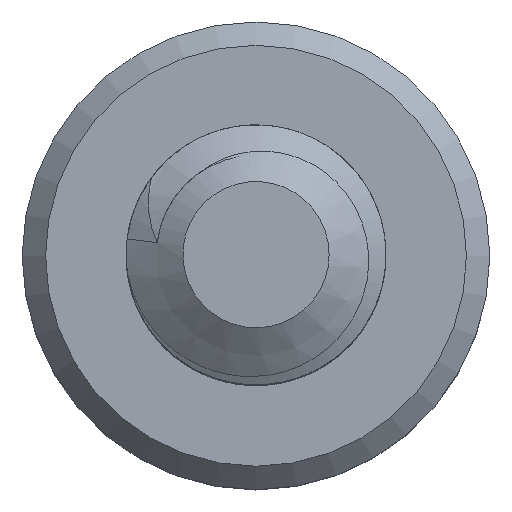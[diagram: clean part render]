
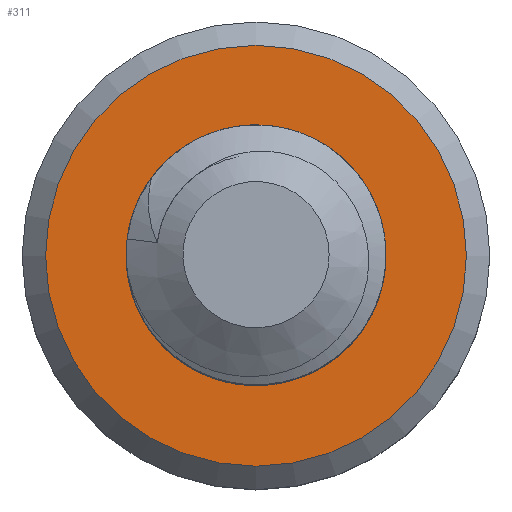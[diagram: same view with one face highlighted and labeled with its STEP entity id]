
A CAD part, top view. The second image highlights one B-rep face of the part: STEP entity #311.
In plain terms, the highlighted planar face has unit normal (0, 0, 1).
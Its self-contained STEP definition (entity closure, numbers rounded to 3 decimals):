
#41=PLANE('',#368);
#62=FACE_BOUND('',#113,.T.);
#83=FACE_OUTER_BOUND('',#112,.T.);
#112=EDGE_LOOP('',(#252));
#113=EDGE_LOOP('',(#253,#254,#255,#256));
#126=CIRCLE('',#345,1.25);
#129=CIRCLE('',#349,0.958);
#130=CIRCLE('',#351,2.025);
#147=B_SPLINE_CURVE_WITH_KNOTS('',3,(#2587,#2588,#2589,#2590,#2591,#2592,
#2593,#2594,#2595,#2596,#2597,#2598,#2599,#2600,#2601,#2602),
 .UNSPECIFIED.,.F.,.F.,(4,2,2,2,2,2,2,4),(0.,0.03,
0.058,0.095,0.146,0.21,
0.265,0.32),.UNSPECIFIED.);
#148=B_SPLINE_CURVE_WITH_KNOTS('',3,(#2989,#2990,#2991,#2992,#2993,#2994,
#2995,#2996,#2997,#2998,#2999,#3000,#3001,#3002,#3003,#3004,#3005,#3006),
 .UNSPECIFIED.,.F.,.F.,(4,2,2,2,2,2,2,2,4),(0.,0.027,0.052,
0.098,0.131,0.144,0.17,
0.19,0.205),.UNSPECIFIED.);
#150=VERTEX_POINT('',#472);
#151=VERTEX_POINT('',#879);
#154=VERTEX_POINT('',#1293);
#156=VERTEX_POINT('',#1718);
#157=VERTEX_POINT('',#2143);
#175=EDGE_CURVE('',#150,#151,#126,.T.);
#181=EDGE_CURVE('',#154,#156,#129,.T.);
#182=EDGE_CURVE('',#157,#157,#130,.T.);
#191=EDGE_CURVE('',#156,#151,#147,.T.);
#192=EDGE_CURVE('',#150,#154,#148,.T.);
#252=ORIENTED_EDGE('',*,*,#182,.T.);
#253=ORIENTED_EDGE('',*,*,#175,.F.);
#254=ORIENTED_EDGE('',*,*,#192,.T.);
#255=ORIENTED_EDGE('',*,*,#181,.T.);
#256=ORIENTED_EDGE('',*,*,#191,.T.);
#311=ADVANCED_FACE('',(#83,#62),#41,.F.);
#345=AXIS2_PLACEMENT_3D('',#880,#385,#386);
#349=AXIS2_PLACEMENT_3D('',#2141,#393,#394);
#351=AXIS2_PLACEMENT_3D('',#2144,#397,#398);
#368=AXIS2_PLACEMENT_3D('',#3018,#431,#432);
#385=DIRECTION('center_axis',(0.,0.,1.));
#386=DIRECTION('ref_axis',(1.,0.,0.));
#393=DIRECTION('center_axis',(0.,0.,-1.));
#394=DIRECTION('ref_axis',(1.,0.,0.));
#397=DIRECTION('center_axis',(0.,0.,1.));
#398=DIRECTION('ref_axis',(-1.,0.,0.));
#431=DIRECTION('center_axis',(0.,0.,-1.));
#432=DIRECTION('ref_axis',(-1.,0.,0.));
#472=CARTESIAN_POINT('',(1.083,-0.625,-6.));
#879=CARTESIAN_POINT('',(1.21,0.312,-6.));
#880=CARTESIAN_POINT('Origin',(0.,0.,-6.));
#1293=CARTESIAN_POINT('',(-0.927,-0.239,-6.));
#1718=CARTESIAN_POINT('',(-0.829,0.479,-6.));
#2141=CARTESIAN_POINT('Origin',(0.,0.,-6.));
#2143=CARTESIAN_POINT('',(2.025,0.,-6.));
#2144=CARTESIAN_POINT('Origin',(0.,0.,-6.));
#2587=CARTESIAN_POINT('Ctrl Pts',(-0.829,0.479,
-6.));
#2588=CARTESIAN_POINT('Ctrl Pts',(-0.79,0.569,
-6.));
#2589=CARTESIAN_POINT('Ctrl Pts',(-0.739,0.654,
-6.));
#2590=CARTESIAN_POINT('Ctrl Pts',(-0.614,0.802,
-6.));
#2591=CARTESIAN_POINT('Ctrl Pts',(-0.543,0.866,-6.));
#2592=CARTESIAN_POINT('Ctrl Pts',(-0.361,0.989,
-6.));
#2593=CARTESIAN_POINT('Ctrl Pts',(-0.247,1.038,-6.));
#2594=CARTESIAN_POINT('Ctrl Pts',(0.038,1.105,-6.));
#2595=CARTESIAN_POINT('Ctrl Pts',(0.191,1.097,-6.));
#2596=CARTESIAN_POINT('Ctrl Pts',(0.454,1.053,-6.));
#2597=CARTESIAN_POINT('Ctrl Pts',(0.595,1.,-6.));
#2598=CARTESIAN_POINT('Ctrl Pts',(0.831,0.854,-6.));
#2599=CARTESIAN_POINT('Ctrl Pts',(0.928,0.769,-6.));
#2600=CARTESIAN_POINT('Ctrl Pts',(1.089,0.57,-6.));
#2601=CARTESIAN_POINT('Ctrl Pts',(1.16,0.449,-6.));
#2602=CARTESIAN_POINT('Ctrl Pts',(1.21,0.312,-6.));
#2989=CARTESIAN_POINT('Ctrl Pts',(1.083,-0.625,-6.));
#2990=CARTESIAN_POINT('Ctrl Pts',(1.03,-0.699,-6.));
#2991=CARTESIAN_POINT('Ctrl Pts',(0.97,-0.767,
-6.));
#2992=CARTESIAN_POINT('Ctrl Pts',(0.84,-0.883,
-6.));
#2993=CARTESIAN_POINT('Ctrl Pts',(0.772,-0.932,
-6.));
#2994=CARTESIAN_POINT('Ctrl Pts',(0.567,-1.048,-6.));
#2995=CARTESIAN_POINT('Ctrl Pts',(0.422,-1.096,-6.));
#2996=CARTESIAN_POINT('Ctrl Pts',(0.162,-1.13,-6.));
#2997=CARTESIAN_POINT('Ctrl Pts',(0.013,-1.135,-6.));
#2998=CARTESIAN_POINT('Ctrl Pts',(-0.217,-1.077,
-6.));
#2999=CARTESIAN_POINT('Ctrl Pts',(-0.281,-1.054,
-6.));
#3000=CARTESIAN_POINT('Ctrl Pts',(-0.461,-0.97,
-6.));
#3001=CARTESIAN_POINT('Ctrl Pts',(-0.569,-0.892,
-6.));
#3002=CARTESIAN_POINT('Ctrl Pts',(-0.731,-0.719,
-6.));
#3003=CARTESIAN_POINT('Ctrl Pts',(-0.792,-0.632,
-6.));
#3004=CARTESIAN_POINT('Ctrl Pts',(-0.872,-0.469,
-6.));
#3005=CARTESIAN_POINT('Ctrl Pts',(-0.912,-0.368,
-6.));
#3006=CARTESIAN_POINT('Ctrl Pts',(-0.927,-0.239,
-6.));
#3018=CARTESIAN_POINT('Origin',(0.,0.,-6.));
